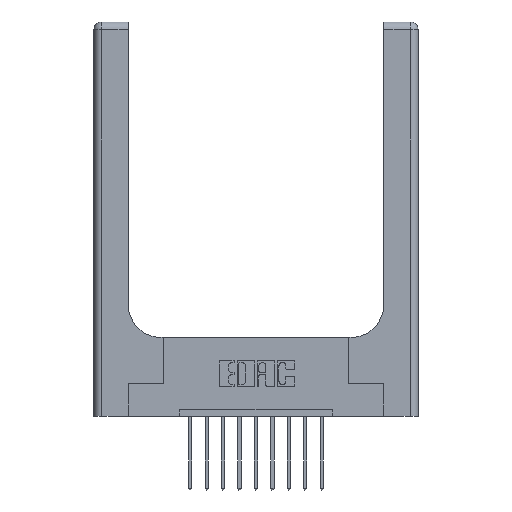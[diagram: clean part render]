
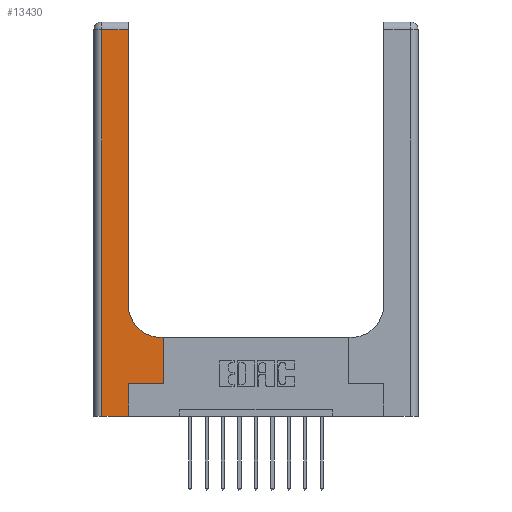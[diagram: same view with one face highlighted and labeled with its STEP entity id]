
A CAD part, top view. The second image highlights one B-rep face of the part: STEP entity #13430.
In plain terms, the highlighted planar face has unit normal (0, 0, 1).
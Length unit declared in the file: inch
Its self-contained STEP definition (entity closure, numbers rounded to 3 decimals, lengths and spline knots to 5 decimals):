
#133 = LINE ( 'NONE', #6170, #8033 ) ;
#152 = ORIENTED_EDGE ( 'NONE', *, *, #3689, .T. ) ;
#363 = DIRECTION ( 'NONE',  ( 0., 1., 0. ) ) ;
#564 = ORIENTED_EDGE ( 'NONE', *, *, #3789, .T. ) ;
#678 = AXIS2_PLACEMENT_3D ( 'NONE', #9607, #2398, #12061 ) ;
#928 = CARTESIAN_POINT ( 'NONE',  ( 0.26, 0.6, 0.37 ) ) ;
#1120 = CARTESIAN_POINT ( 'NONE',  ( 0.51, 0.6, 0.37 ) ) ;
#2398 = DIRECTION ( 'NONE',  ( 0., 0., -1. ) ) ;
#2514 = DIRECTION ( 'NONE',  ( 0., -1., 0. ) ) ;
#2522 = DIRECTION ( 'NONE',  ( 0., 0., -1. ) ) ;
#2541 = VERTEX_POINT ( 'NONE', #4909 ) ;
#2664 = LINE ( 'NONE', #13679, #3700 ) ;
#2736 = EDGE_CURVE ( 'NONE', #3946, #14673, #6591, .T. ) ;
#2879 = VERTEX_POINT ( 'NONE', #10754 ) ;
#2907 = CARTESIAN_POINT ( 'NONE',  ( 0.265, 0.25, 0.37 ) ) ;
#2960 = DIRECTION ( 'NONE',  ( 0., 1., 0. ) ) ;
#3076 = CARTESIAN_POINT ( 'NONE',  ( 0., 0., 0.37 ) ) ;
#3626 = CARTESIAN_POINT ( 'NONE',  ( 0.51, 0.85, 0.37 ) ) ;
#3673 = EDGE_LOOP ( 'NONE', ( #564, #14959, #9673, #152, #7742, #14546, #4755, #6694, #5127 ) ) ;
#3689 = EDGE_CURVE ( 'NONE', #15207, #2879, #10308, .T. ) ;
#3700 = VECTOR ( 'NONE', #9876, 39.37008 ) ;
#3741 = FACE_OUTER_BOUND ( 'NONE', #3673, .T. ) ;
#3789 = EDGE_CURVE ( 'NONE', #7036, #4571, #11947, .T. ) ;
#3946 = VERTEX_POINT ( 'NONE', #11325 ) ;
#4205 = EDGE_CURVE ( 'NONE', #4571, #6597, #2664, .T. ) ;
#4218 = VECTOR ( 'NONE', #2960, 39.37008 ) ;
#4231 = EDGE_CURVE ( 'NONE', #2879, #3946, #133, .T. ) ;
#4571 = VERTEX_POINT ( 'NONE', #8378 ) ;
#4755 = ORIENTED_EDGE ( 'NONE', *, *, #13203, .T. ) ;
#4909 = CARTESIAN_POINT ( 'NONE',  ( 0.528, 0.6, 0.37 ) ) ;
#5127 = ORIENTED_EDGE ( 'NONE', *, *, #13621, .T. ) ;
#5662 = EDGE_CURVE ( 'NONE', #2541, #14986, #14361, .T. ) ;
#5775 = DIRECTION ( 'NONE',  ( -1., 0., 0. ) ) ;
#6038 = CARTESIAN_POINT ( 'NONE',  ( 0.06, 2.94, 0.37 ) ) ;
#6170 = CARTESIAN_POINT ( 'NONE',  ( 0.265, 0., 0.37 ) ) ;
#6591 = LINE ( 'NONE', #2907, #14545 ) ;
#6597 = VERTEX_POINT ( 'NONE', #6038 ) ;
#6694 = ORIENTED_EDGE ( 'NONE', *, *, #5662, .T. ) ;
#6891 = VECTOR ( 'NONE', #5775, 39.37008 ) ;
#7036 = VERTEX_POINT ( 'NONE', #11938 ) ;
#7296 = DIRECTION ( 'NONE',  ( 0., 1., 0. ) ) ;
#7574 = VECTOR ( 'NONE', #2514, 39.37008 ) ;
#7742 = ORIENTED_EDGE ( 'NONE', *, *, #4231, .T. ) ;
#8033 = VECTOR ( 'NONE', #363, 39.37008 ) ;
#8170 = DIRECTION ( 'NONE',  ( 1., 0., 0. ) ) ;
#8378 = CARTESIAN_POINT ( 'NONE',  ( 0.26, 2.94, 0.37 ) ) ;
#8438 = PLANE ( 'NONE',  #678 ) ;
#8545 = LINE ( 'NONE', #13373, #7574 ) ;
#8779 = CIRCLE ( 'NONE', #14839, 0.25 ) ;
#9607 = CARTESIAN_POINT ( 'NONE',  ( 0., 3., 0.37 ) ) ;
#9673 = ORIENTED_EDGE ( 'NONE', *, *, #15521, .T. ) ;
#9731 = CARTESIAN_POINT ( 'NONE',  ( 0.26, 3., 0.37 ) ) ;
#9837 = VECTOR ( 'NONE', #8170, 39.37008 ) ;
#9876 = DIRECTION ( 'NONE',  ( -1., 0., 0. ) ) ;
#10308 = LINE ( 'NONE', #3076, #9837 ) ;
#10754 = CARTESIAN_POINT ( 'NONE',  ( 0.265, 0., 0.37 ) ) ;
#10929 = DIRECTION ( 'NONE',  ( 1., 0., 0. ) ) ;
#11120 = VECTOR ( 'NONE', #7296, 39.37008 ) ;
#11325 = CARTESIAN_POINT ( 'NONE',  ( 0.265, 0.25, 0.37 ) ) ;
#11333 = CARTESIAN_POINT ( 'NONE',  ( 0.06, 0., 0.37 ) ) ;
#11706 = DIRECTION ( 'NONE',  ( 1., 0., 0. ) ) ;
#11938 = CARTESIAN_POINT ( 'NONE',  ( 0.26, 0.85, 0.37 ) ) ;
#11947 = LINE ( 'NONE', #9731, #11120 ) ;
#12061 = DIRECTION ( 'NONE',  ( -1., 0., 0. ) ) ;
#12483 = LINE ( 'NONE', #12649, #4218 ) ;
#12649 = CARTESIAN_POINT ( 'NONE',  ( 0.528, 0.25, 0.37 ) ) ;
#13203 = EDGE_CURVE ( 'NONE', #14673, #2541, #12483, .T. ) ;
#13327 = CARTESIAN_POINT ( 'NONE',  ( 0.528, 0.25, 0.37 ) ) ;
#13373 = CARTESIAN_POINT ( 'NONE',  ( 0.06, 3., 0.37 ) ) ;
#13430 = ADVANCED_FACE ( 'NONE', ( #3741 ), #8438, .F. ) ;
#13621 = EDGE_CURVE ( 'NONE', #14986, #7036, #8779, .T. ) ;
#13679 = CARTESIAN_POINT ( 'NONE',  ( 0., 2.94, 0.37 ) ) ;
#14361 = LINE ( 'NONE', #928, #6891 ) ;
#14545 = VECTOR ( 'NONE', #11706, 39.37008 ) ;
#14546 = ORIENTED_EDGE ( 'NONE', *, *, #2736, .T. ) ;
#14673 = VERTEX_POINT ( 'NONE', #13327 ) ;
#14839 = AXIS2_PLACEMENT_3D ( 'NONE', #3626, #2522, #10929 ) ;
#14959 = ORIENTED_EDGE ( 'NONE', *, *, #4205, .T. ) ;
#14986 = VERTEX_POINT ( 'NONE', #1120 ) ;
#15207 = VERTEX_POINT ( 'NONE', #11333 ) ;
#15521 = EDGE_CURVE ( 'NONE', #6597, #15207, #8545, .T. ) ;
